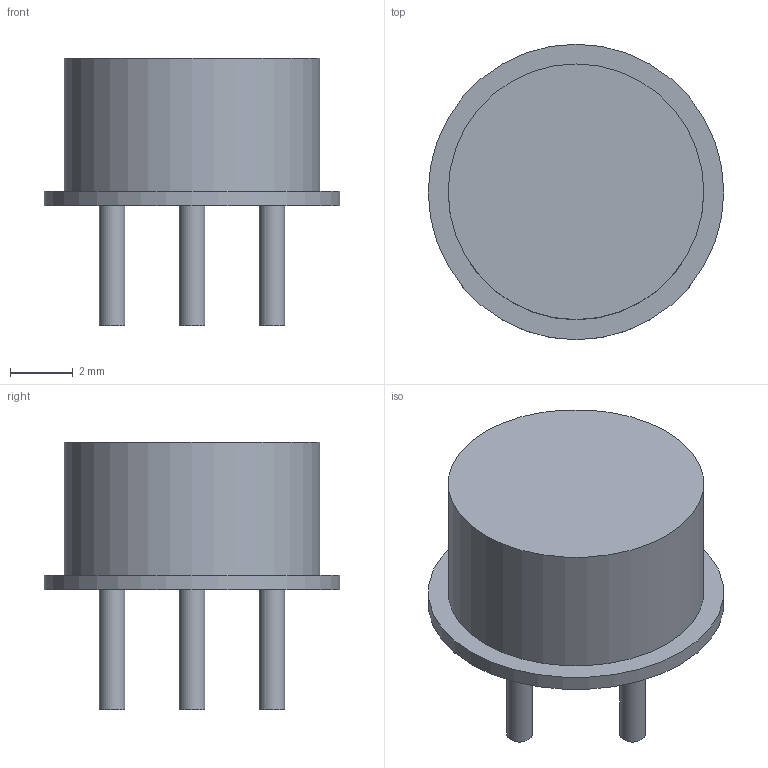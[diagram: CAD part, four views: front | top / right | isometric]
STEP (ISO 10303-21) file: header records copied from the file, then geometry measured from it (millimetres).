
FILE_DESCRIPTION(('STEP AP214'),'1');
FILE_NAME('H_05-08-1330_ADI','2025-02-21T07:54:22',(''),(''),'','','');
FILE_SCHEMA(('AUTOMOTIVE_DESIGN'));
Length unit declared in the file: millimetre
Products named in the file (1): product
Bounding box: 9.4 x 9.4 x 8.51 mm (x, y, z)
Volume: 259.9 mm3; surface area: 407.4 mm2
Topology: 6 solids, 6 shells, 18 faces, 18 edges, 12 vertices
Faces by surface type: plane 12, cylinder 6
Full cylindrical faces by diameter (mm): 0.813 x4, 8.128 x1, 9.398 x1
Entity records: 504 total; most frequent: DIRECTION 74, CARTESIAN_POINT 49, AXIS2_PLACEMENT_3D 37, EDGE_LOOP 24, ORIENTED_EDGE 24, ADVANCED_FACE 18, FACE_OUTER_BOUND 18, STYLED_ITEM 18
